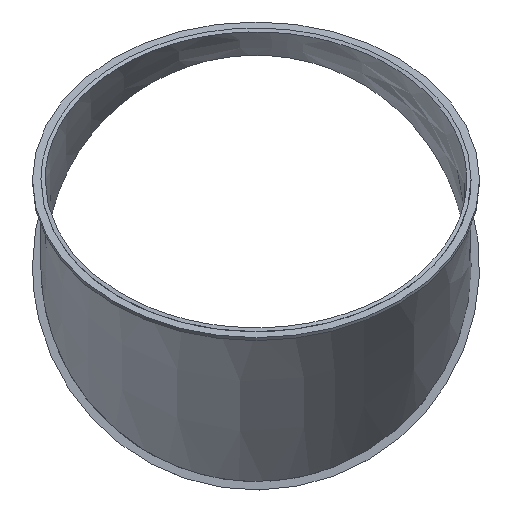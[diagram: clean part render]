
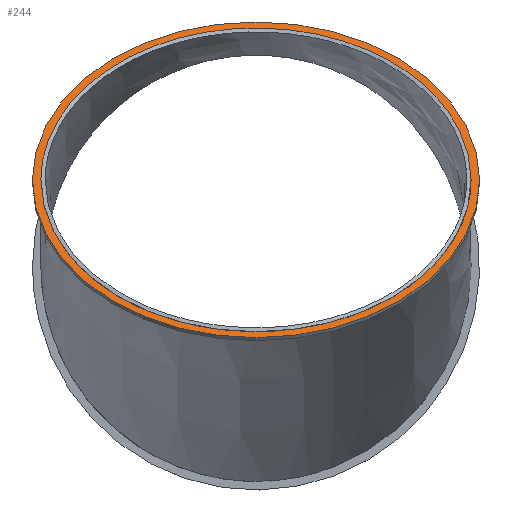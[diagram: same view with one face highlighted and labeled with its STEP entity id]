
A CAD part, top view. The second image highlights one B-rep face of the part: STEP entity #244.
In plain terms, the highlighted planar face has unit normal (0, 0.707, 0.707).
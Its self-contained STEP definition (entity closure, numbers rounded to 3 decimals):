
#73=CARTESIAN_POINT('',(-152.0,60.951,147.149));
#74=VERTEX_POINT('',#73);
#84=CARTESIAN_POINT('',(152.0,60.951,147.149));
#85=VERTEX_POINT('',#84);
#128=CARTESIAN_POINT('',(-158.0,60.951,147.149));
#129=VERTEX_POINT('',#128);
#130=CARTESIAN_POINT('',(0.0,60.951,147.149));
#131=DIRECTION('',(0.0,0.707,0.707));
#132=DIRECTION('',(1.0,0.0,0.0));
#133=AXIS2_PLACEMENT_3D('',#130,#131,#132);
#134=CIRCLE('',#133,158.0);
#135=EDGE_CURVE('',#129,#129,#134,.T.);
#184=CARTESIAN_POINT('',(0.0,60.951,147.149));
#185=DIRECTION('',(0.0,0.707,0.707));
#186=DIRECTION('',(1.0,0.0,0.0));
#187=AXIS2_PLACEMENT_3D('',#184,#185,#186);
#188=PLANE('',#187);
#189=ORIENTED_EDGE('',*,*,#135,.T.);
#190=EDGE_LOOP('',(#189));
#191=FACE_OUTER_BOUND('',#190,.T.);
#192=CARTESIAN_POINT('',(151.998,60.951,147.149));
#193=CARTESIAN_POINT('',(151.998,61.311,146.789));
#194=CARTESIAN_POINT('',(151.995,61.672,146.428));
#195=CARTESIAN_POINT('',(151.777,77.058,131.042));
#196=CARTESIAN_POINT('',(147.158,90.885,117.215));
#197=CARTESIAN_POINT('',(132.188,115.826,92.274));
#198=CARTESIAN_POINT('',(120.99,127.498,80.602));
#199=CARTESIAN_POINT('',(94.005,146.386,61.714));
#200=CARTESIAN_POINT('',(77.584,154.614,53.486));
#201=CARTESIAN_POINT('',(39.377,165.702,42.398));
#202=CARTESIAN_POINT('',(19.794,168.43,39.67));
#203=CARTESIAN_POINT('',(-19.85,168.434,39.666));
#204=CARTESIAN_POINT('',(-39.448,165.687,42.413));
#205=CARTESIAN_POINT('',(-74.285,155.571,52.529));
#206=CARTESIAN_POINT('',(-91.314,148.196,59.904));
#207=CARTESIAN_POINT('',(-120.683,127.778,80.322));
#208=CARTESIAN_POINT('',(-131.97,116.095,92.005));
#209=CARTESIAN_POINT('',(-147.636,90.179,117.921));
#210=CARTESIAN_POINT('',(-151.791,76.177,131.923));
#211=CARTESIAN_POINT('',(-151.998,61.672,146.428));
#212=CARTESIAN_POINT('',(-152.,61.311,146.789));
#213=CARTESIAN_POINT('',(-152.,60.951,147.149));
#214=B_SPLINE_CURVE_WITH_KNOTS('',3,(#192,#193,#194,#195,#196,#197,#198,#199,#200,#201,#202,#203,#204,#205,#206,#207,#208,#209,#210,#211,#212,#213),.UNSPECIFIED.,.F.,.U.,(4,2,2,2,2,2,2,2,2,2,4),(-56.333,-56.147,-48.378,-40.107,-32.474,-25.421,-18.348,-11.941,-6.001,0.0,0.153),.UNSPECIFIED.);
#215=EDGE_CURVE('',#85,#74,#214,.T.);
#216=ORIENTED_EDGE('',*,*,#215,.F.);
#217=CARTESIAN_POINT('',(-152.,60.951,147.149));
#218=CARTESIAN_POINT('',(-152.,60.591,147.509));
#219=CARTESIAN_POINT('',(-151.998,60.23,147.87));
#220=CARTESIAN_POINT('',(-151.791,45.757,162.343));
#221=CARTESIAN_POINT('',(-147.655,31.787,176.313));
#222=CARTESIAN_POINT('',(-132.026,5.87,202.23));
#223=CARTESIAN_POINT('',(-120.744,-5.827,213.927));
#224=CARTESIAN_POINT('',(-91.232,-26.357,234.457));
#225=CARTESIAN_POINT('',(-74.161,-33.702,241.802));
#226=CARTESIAN_POINT('',(-40.526,-43.475,251.575));
#227=CARTESIAN_POINT('',(-20.981,-46.533,254.633));
#228=CARTESIAN_POINT('',(19.796,-46.526,254.626));
#229=CARTESIAN_POINT('',(39.382,-43.803,251.903));
#230=CARTESIAN_POINT('',(77.573,-32.712,240.812));
#231=CARTESIAN_POINT('',(93.994,-24.493,232.593));
#232=CARTESIAN_POINT('',(120.994,-5.591,213.691));
#233=CARTESIAN_POINT('',(132.19,6.085,202.015));
#234=CARTESIAN_POINT('',(147.674,31.873,176.227));
#235=CARTESIAN_POINT('',(151.79,45.749,162.351));
#236=CARTESIAN_POINT('',(151.995,60.231,147.869));
#237=CARTESIAN_POINT('',(151.998,60.591,147.509));
#238=CARTESIAN_POINT('',(151.998,60.951,147.149));
#239=B_SPLINE_CURVE_WITH_KNOTS('',3,(#217,#218,#219,#220,#221,#222,#223,#224,#225,#226,#227,#228,#229,#230,#231,#232,#233,#234,#235,#236,#237,#238),.UNSPECIFIED.,.F.,.U.,(4,2,2,2,2,2,2,2,2,2,4),(-0.153,0.0,5.988,11.935,18.386,25.16,31.551,38.447,45.907,53.417,53.609),.UNSPECIFIED.);
#240=EDGE_CURVE('',#74,#85,#239,.T.);
#241=ORIENTED_EDGE('',*,*,#240,.F.);
#242=EDGE_LOOP('',(#216,#241));
#243=FACE_BOUND('',#242,.T.);
#244=ADVANCED_FACE('',(#191,#243),#188,.T.);
